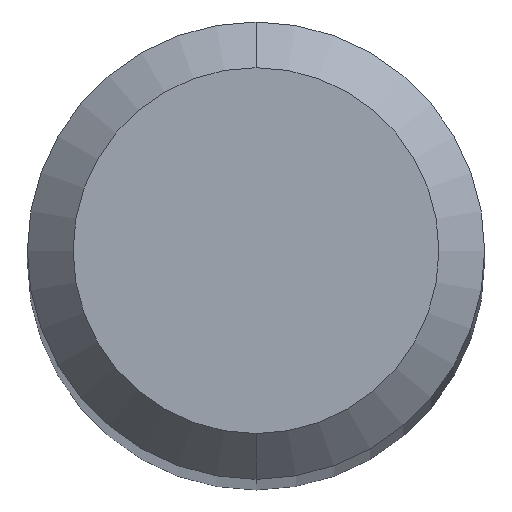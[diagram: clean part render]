
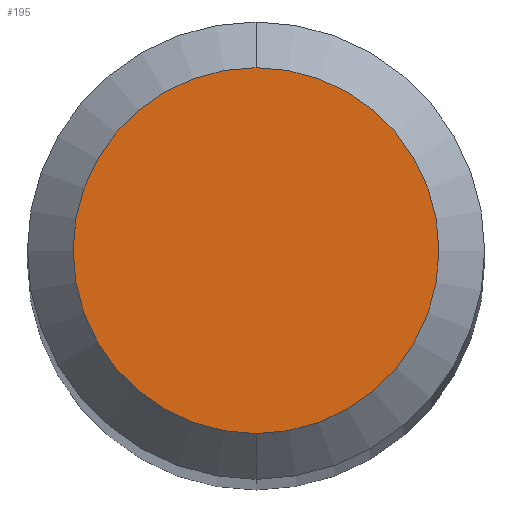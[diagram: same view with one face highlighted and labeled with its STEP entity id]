
A CAD part, top view. The second image highlights one B-rep face of the part: STEP entity #195.
In plain terms, the highlighted planar face has unit normal (0, 0, 1).
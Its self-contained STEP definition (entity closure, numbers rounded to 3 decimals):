
#181=EDGE_CURVE('',#349,#239,#473,.T.);
#195=ADVANCED_FACE('',(#488),#489,.T.);
#239=VERTEX_POINT('',#540);
#349=VERTEX_POINT('',#660);
#429=EDGE_CURVE('',#239,#349,#748,.T.);
#473=CIRCLE('',#795,1.2);
#488=FACE_OUTER_BOUND('',#835,.T.);
#489=PLANE('',#836);
#540=CARTESIAN_POINT('',(0.,-1.2,0.0));
#660=CARTESIAN_POINT('',(0.0,1.2,0.0));
#748=CIRCLE('',#1341,1.2);
#795=AXIS2_PLACEMENT_3D('',#1389,#1390,#1391);
#835=EDGE_LOOP('',(#1406,#1407));
#836=AXIS2_PLACEMENT_3D('',#1408,#1409,#1410);
#1341=AXIS2_PLACEMENT_3D('',#1711,#1712,#1713);
#1389=CARTESIAN_POINT('',(0.0,0.0,0.0));
#1390=DIRECTION('',(0.0,0.0,-1.0));
#1391=DIRECTION('',(0.0,1.0,0.0));
#1406=ORIENTED_EDGE('',*,*,#181,.F.);
#1407=ORIENTED_EDGE('',*,*,#429,.F.);
#1408=CARTESIAN_POINT('',(0.0,0.6,0.0));
#1409=DIRECTION('',(-0.0,0.0,1.0));
#1410=DIRECTION('',(0.0,-1.0,0.0));
#1711=CARTESIAN_POINT('',(0.0,0.0,0.0));
#1712=DIRECTION('',(0.0,0.0,-1.0));
#1713=DIRECTION('',(0.0,1.0,0.0));
